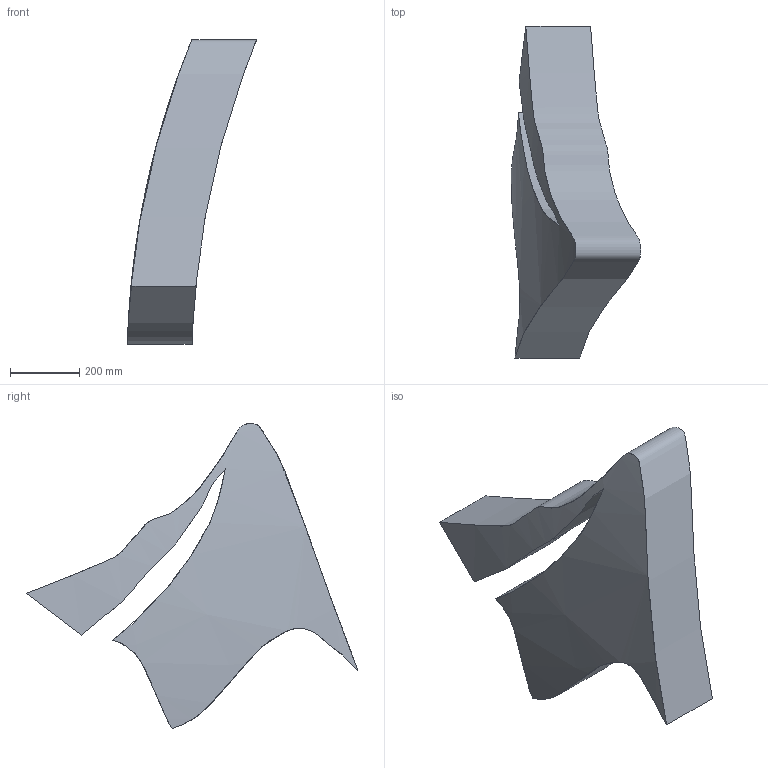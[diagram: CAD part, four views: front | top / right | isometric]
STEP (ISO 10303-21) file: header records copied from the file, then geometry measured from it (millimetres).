
FILE_DESCRIPTION (( 'STEP AP203' ), '1' );
FILE_NAME ('Membrane1_Default_sldprt.STEP', '2023-11-24T08:12:17', ( '' ), ( '' ), 'SwSTEP 2.0', 'SolidWorks 2021', '' );
FILE_SCHEMA (( 'CONFIG_CONTROL_DESIGN' ));
Length unit declared in the file: millimetre
Products named in the file (1): Membrane1_Default_sldprt
Bounding box: 373.69 x 958.43 x 880.16 mm (x, y, z)
Surface area: 1094511 mm2 (no closed solid volume)
Topology: 0 solids, 2 shells, 7 faces, 24 edges, 18 vertices
Faces by surface type: bspline 7
Entity records: 2807 total; most frequent: CARTESIAN_POINT 2598, ORIENTED_EDGE 30, EDGE_CURVE 24, B_SPLINE_CURVE_WITH_KNOTS 24, VERTEX_POINT 18, PERSON_AND_ORGANIZATION 8, ADVANCED_FACE 7, B_SPLINE_SURFACE_WITH_KNOTS 7
